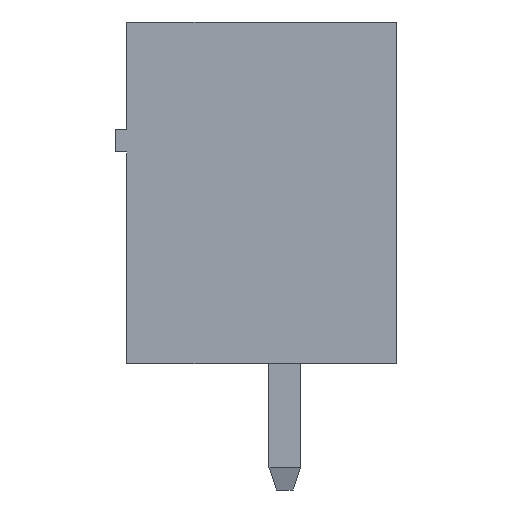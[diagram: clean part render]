
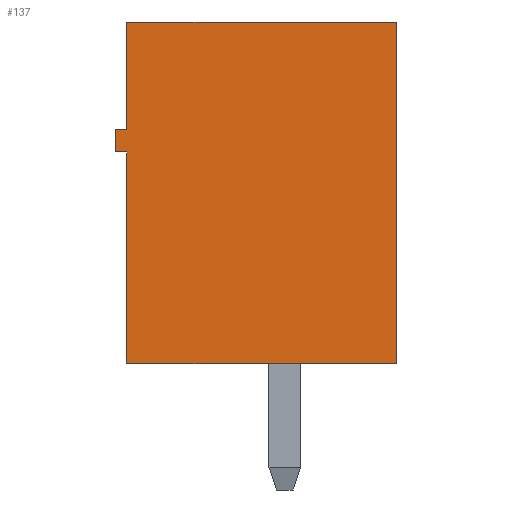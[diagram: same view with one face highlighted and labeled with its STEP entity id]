
A CAD part, left-side view. The second image highlights one B-rep face of the part: STEP entity #137.
In plain terms, the highlighted planar face has unit normal (-1, 0, 0).
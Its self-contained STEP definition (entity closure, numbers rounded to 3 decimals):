
#21 = EDGE_CURVE('',#22,#24,#26,.T.);
#22 = VERTEX_POINT('',#23);
#23 = CARTESIAN_POINT('',(-2.45,-3.,0.));
#24 = VERTEX_POINT('',#25);
#25 = CARTESIAN_POINT('',(-2.45,-3.,9.2));
#26 = SURFACE_CURVE('',#27,(#31,#43),.PCURVE_S1.);
#27 = LINE('',#28,#29);
#28 = CARTESIAN_POINT('',(-2.45,-3.,0.));
#29 = VECTOR('',#30,1.);
#30 = DIRECTION('',(0.,0.,1.));
#31 = PCURVE('',#32,#37);
#32 = PLANE('',#33);
#33 = AXIS2_PLACEMENT_3D('',#34,#35,#36);
#34 = CARTESIAN_POINT('',(-2.45,-3.,0.));
#35 = DIRECTION('',(0.,1.,0.));
#36 = DIRECTION('',(1.,0.,0.));
#37 = DEFINITIONAL_REPRESENTATION('',(#38),#42);
#38 = LINE('',#39,#40);
#39 = CARTESIAN_POINT('',(0.,0.));
#40 = VECTOR('',#41,1.);
#41 = DIRECTION('',(0.,-1.));
#42 = ( GEOMETRIC_REPRESENTATION_CONTEXT(2)
PARAMETRIC_REPRESENTATION_CONTEXT() REPRESENTATION_CONTEXT('2D SPACE',''
) );
#43 = PCURVE('',#44,#49);
#44 = PLANE('',#45);
#45 = AXIS2_PLACEMENT_3D('',#46,#47,#48);
#46 = CARTESIAN_POINT('',(-2.45,4.25,0.));
#47 = DIRECTION('',(-1.,0.,0.));
#48 = DIRECTION('',(0.,-1.,0.));
#49 = DEFINITIONAL_REPRESENTATION('',(#50),#54);
#50 = LINE('',#51,#52);
#51 = CARTESIAN_POINT('',(7.25,0.));
#52 = VECTOR('',#53,1.);
#53 = DIRECTION('',(0.,1.));
#54 = ( GEOMETRIC_REPRESENTATION_CONTEXT(2)
PARAMETRIC_REPRESENTATION_CONTEXT() REPRESENTATION_CONTEXT('2D SPACE',''
) );
#72 = PLANE('',#73);
#73 = AXIS2_PLACEMENT_3D('',#74,#75,#76);
#74 = CARTESIAN_POINT('',(-2.45,-3.,9.2));
#75 = DIRECTION('',(0.,0.,-1.));
#76 = DIRECTION('',(-1.,0.,0.));
#126 = PLANE('',#127);
#127 = AXIS2_PLACEMENT_3D('',#128,#129,#130);
#128 = CARTESIAN_POINT('',(-2.45,-3.,0.));
#129 = DIRECTION('',(0.,0.,-1.));
#130 = DIRECTION('',(-1.,0.,0.));
#137 = ADVANCED_FACE('',(#138),#44,.T.);
#138 = FACE_BOUND('',#139,.T.);
#139 = EDGE_LOOP('',(#140,#170,#191,#192,#215,#243,#271,#299));
#140 = ORIENTED_EDGE('',*,*,#141,.F.);
#141 = EDGE_CURVE('',#142,#144,#146,.T.);
#142 = VERTEX_POINT('',#143);
#143 = CARTESIAN_POINT('',(-2.45,4.25,0.));
#144 = VERTEX_POINT('',#145);
#145 = CARTESIAN_POINT('',(-2.45,4.25,5.7));
#146 = SURFACE_CURVE('',#147,(#151,#158),.PCURVE_S1.);
#147 = LINE('',#148,#149);
#148 = CARTESIAN_POINT('',(-2.45,4.25,0.));
#149 = VECTOR('',#150,1.);
#150 = DIRECTION('',(0.,0.,1.));
#151 = PCURVE('',#44,#152);
#152 = DEFINITIONAL_REPRESENTATION('',(#153),#157);
#153 = LINE('',#154,#155);
#154 = CARTESIAN_POINT('',(0.,0.));
#155 = VECTOR('',#156,1.);
#156 = DIRECTION('',(0.,1.));
#157 = ( GEOMETRIC_REPRESENTATION_CONTEXT(2)
PARAMETRIC_REPRESENTATION_CONTEXT() REPRESENTATION_CONTEXT('2D SPACE',''
) );
#158 = PCURVE('',#159,#164);
#159 = PLANE('',#160);
#160 = AXIS2_PLACEMENT_3D('',#161,#162,#163);
#161 = CARTESIAN_POINT('',(33.95,4.25,0.));
#162 = DIRECTION('',(0.,-1.,0.));
#163 = DIRECTION('',(-1.,0.,0.));
#164 = DEFINITIONAL_REPRESENTATION('',(#165),#169);
#165 = LINE('',#166,#167);
#166 = CARTESIAN_POINT('',(36.4,0.));
#167 = VECTOR('',#168,1.);
#168 = DIRECTION('',(0.,-1.));
#169 = ( GEOMETRIC_REPRESENTATION_CONTEXT(2)
PARAMETRIC_REPRESENTATION_CONTEXT() REPRESENTATION_CONTEXT('2D SPACE',''
) );
#170 = ORIENTED_EDGE('',*,*,#171,.T.);
#171 = EDGE_CURVE('',#142,#22,#172,.T.);
#172 = SURFACE_CURVE('',#173,(#177,#184),.PCURVE_S1.);
#173 = LINE('',#174,#175);
#174 = CARTESIAN_POINT('',(-2.45,4.25,0.));
#175 = VECTOR('',#176,1.);
#176 = DIRECTION('',(0.,-1.,0.));
#177 = PCURVE('',#44,#178);
#178 = DEFINITIONAL_REPRESENTATION('',(#179),#183);
#179 = LINE('',#180,#181);
#180 = CARTESIAN_POINT('',(0.,0.));
#181 = VECTOR('',#182,1.);
#182 = DIRECTION('',(1.,0.));
#183 = ( GEOMETRIC_REPRESENTATION_CONTEXT(2)
PARAMETRIC_REPRESENTATION_CONTEXT() REPRESENTATION_CONTEXT('2D SPACE',''
) );
#184 = PCURVE('',#126,#185);
#185 = DEFINITIONAL_REPRESENTATION('',(#186),#190);
#186 = LINE('',#187,#188);
#187 = CARTESIAN_POINT('',(0.,7.25));
#188 = VECTOR('',#189,1.);
#189 = DIRECTION('',(0.,-1.));
#190 = ( GEOMETRIC_REPRESENTATION_CONTEXT(2)
PARAMETRIC_REPRESENTATION_CONTEXT() REPRESENTATION_CONTEXT('2D SPACE',''
) );
#191 = ORIENTED_EDGE('',*,*,#21,.T.);
#192 = ORIENTED_EDGE('',*,*,#193,.F.);
#193 = EDGE_CURVE('',#194,#24,#196,.T.);
#194 = VERTEX_POINT('',#195);
#195 = CARTESIAN_POINT('',(-2.45,4.25,9.2));
#196 = SURFACE_CURVE('',#197,(#201,#208),.PCURVE_S1.);
#197 = LINE('',#198,#199);
#198 = CARTESIAN_POINT('',(-2.45,4.25,9.2));
#199 = VECTOR('',#200,1.);
#200 = DIRECTION('',(0.,-1.,0.));
#201 = PCURVE('',#44,#202);
#202 = DEFINITIONAL_REPRESENTATION('',(#203),#207);
#203 = LINE('',#204,#205);
#204 = CARTESIAN_POINT('',(0.,9.2));
#205 = VECTOR('',#206,1.);
#206 = DIRECTION('',(1.,0.));
#207 = ( GEOMETRIC_REPRESENTATION_CONTEXT(2)
PARAMETRIC_REPRESENTATION_CONTEXT() REPRESENTATION_CONTEXT('2D SPACE',''
) );
#208 = PCURVE('',#72,#209);
#209 = DEFINITIONAL_REPRESENTATION('',(#210),#214);
#210 = LINE('',#211,#212);
#211 = CARTESIAN_POINT('',(0.,7.25));
#212 = VECTOR('',#213,1.);
#213 = DIRECTION('',(0.,-1.));
#214 = ( GEOMETRIC_REPRESENTATION_CONTEXT(2)
PARAMETRIC_REPRESENTATION_CONTEXT() REPRESENTATION_CONTEXT('2D SPACE',''
) );
#215 = ORIENTED_EDGE('',*,*,#216,.F.);
#216 = EDGE_CURVE('',#217,#194,#219,.T.);
#217 = VERTEX_POINT('',#218);
#218 = CARTESIAN_POINT('',(-2.45,4.25,6.3));
#219 = SURFACE_CURVE('',#220,(#224,#231),.PCURVE_S1.);
#220 = LINE('',#221,#222);
#221 = CARTESIAN_POINT('',(-2.45,4.25,0.));
#222 = VECTOR('',#223,1.);
#223 = DIRECTION('',(0.,0.,1.));
#224 = PCURVE('',#44,#225);
#225 = DEFINITIONAL_REPRESENTATION('',(#226),#230);
#226 = LINE('',#227,#228);
#227 = CARTESIAN_POINT('',(0.,0.));
#228 = VECTOR('',#229,1.);
#229 = DIRECTION('',(0.,1.));
#230 = ( GEOMETRIC_REPRESENTATION_CONTEXT(2)
PARAMETRIC_REPRESENTATION_CONTEXT() REPRESENTATION_CONTEXT('2D SPACE',''
) );
#231 = PCURVE('',#232,#237);
#232 = PLANE('',#233);
#233 = AXIS2_PLACEMENT_3D('',#234,#235,#236);
#234 = CARTESIAN_POINT('',(33.95,4.25,0.));
#235 = DIRECTION('',(0.,-1.,0.));
#236 = DIRECTION('',(-1.,0.,0.));
#237 = DEFINITIONAL_REPRESENTATION('',(#238),#242);
#238 = LINE('',#239,#240);
#239 = CARTESIAN_POINT('',(36.4,0.));
#240 = VECTOR('',#241,1.);
#241 = DIRECTION('',(0.,-1.));
#242 = ( GEOMETRIC_REPRESENTATION_CONTEXT(2)
PARAMETRIC_REPRESENTATION_CONTEXT() REPRESENTATION_CONTEXT('2D SPACE',''
) );
#243 = ORIENTED_EDGE('',*,*,#244,.F.);
#244 = EDGE_CURVE('',#245,#217,#247,.T.);
#245 = VERTEX_POINT('',#246);
#246 = CARTESIAN_POINT('',(-2.45,4.55,6.3));
#247 = SURFACE_CURVE('',#248,(#252,#259),.PCURVE_S1.);
#248 = LINE('',#249,#250);
#249 = CARTESIAN_POINT('',(-2.45,4.55,6.3));
#250 = VECTOR('',#251,1.);
#251 = DIRECTION('',(0.,-1.,0.));
#252 = PCURVE('',#44,#253);
#253 = DEFINITIONAL_REPRESENTATION('',(#254),#258);
#254 = LINE('',#255,#256);
#255 = CARTESIAN_POINT('',(-0.3,6.3));
#256 = VECTOR('',#257,1.);
#257 = DIRECTION('',(1.,0.));
#258 = ( GEOMETRIC_REPRESENTATION_CONTEXT(2)
PARAMETRIC_REPRESENTATION_CONTEXT() REPRESENTATION_CONTEXT('2D SPACE',''
) );
#259 = PCURVE('',#260,#265);
#260 = PLANE('',#261);
#261 = AXIS2_PLACEMENT_3D('',#262,#263,#264);
#262 = CARTESIAN_POINT('',(-2.45,4.55,6.3));
#263 = DIRECTION('',(0.,0.,-1.));
#264 = DIRECTION('',(0.,-1.,0.));
#265 = DEFINITIONAL_REPRESENTATION('',(#266),#270);
#266 = LINE('',#267,#268);
#267 = CARTESIAN_POINT('',(0.,0.));
#268 = VECTOR('',#269,1.);
#269 = DIRECTION('',(1.,0.));
#270 = ( GEOMETRIC_REPRESENTATION_CONTEXT(2)
PARAMETRIC_REPRESENTATION_CONTEXT() REPRESENTATION_CONTEXT('2D SPACE',''
) );
#271 = ORIENTED_EDGE('',*,*,#272,.F.);
#272 = EDGE_CURVE('',#273,#245,#275,.T.);
#273 = VERTEX_POINT('',#274);
#274 = CARTESIAN_POINT('',(-2.45,4.55,5.7));
#275 = SURFACE_CURVE('',#276,(#280,#287),.PCURVE_S1.);
#276 = LINE('',#277,#278);
#277 = CARTESIAN_POINT('',(-2.45,4.55,5.7));
#278 = VECTOR('',#279,1.);
#279 = DIRECTION('',(0.,0.,1.));
#280 = PCURVE('',#44,#281);
#281 = DEFINITIONAL_REPRESENTATION('',(#282),#286);
#282 = LINE('',#283,#284);
#283 = CARTESIAN_POINT('',(-0.3,5.7));
#284 = VECTOR('',#285,1.);
#285 = DIRECTION('',(0.,1.));
#286 = ( GEOMETRIC_REPRESENTATION_CONTEXT(2)
PARAMETRIC_REPRESENTATION_CONTEXT() REPRESENTATION_CONTEXT('2D SPACE',''
) );
#287 = PCURVE('',#288,#293);
#288 = PLANE('',#289);
#289 = AXIS2_PLACEMENT_3D('',#290,#291,#292);
#290 = CARTESIAN_POINT('',(-2.45,4.55,5.7));
#291 = DIRECTION('',(0.,-1.,0.));
#292 = DIRECTION('',(0.,0.,1.));
#293 = DEFINITIONAL_REPRESENTATION('',(#294),#298);
#294 = LINE('',#295,#296);
#295 = CARTESIAN_POINT('',(0.,0.));
#296 = VECTOR('',#297,1.);
#297 = DIRECTION('',(1.,0.));
#298 = ( GEOMETRIC_REPRESENTATION_CONTEXT(2)
PARAMETRIC_REPRESENTATION_CONTEXT() REPRESENTATION_CONTEXT('2D SPACE',''
) );
#299 = ORIENTED_EDGE('',*,*,#300,.F.);
#300 = EDGE_CURVE('',#144,#273,#301,.T.);
#301 = SURFACE_CURVE('',#302,(#306,#313),.PCURVE_S1.);
#302 = LINE('',#303,#304);
#303 = CARTESIAN_POINT('',(-2.45,4.25,5.7));
#304 = VECTOR('',#305,1.);
#305 = DIRECTION('',(0.,1.,0.));
#306 = PCURVE('',#44,#307);
#307 = DEFINITIONAL_REPRESENTATION('',(#308),#312);
#308 = LINE('',#309,#310);
#309 = CARTESIAN_POINT('',(0.,5.7));
#310 = VECTOR('',#311,1.);
#311 = DIRECTION('',(-1.,0.));
#312 = ( GEOMETRIC_REPRESENTATION_CONTEXT(2)
PARAMETRIC_REPRESENTATION_CONTEXT() REPRESENTATION_CONTEXT('2D SPACE',''
) );
#313 = PCURVE('',#314,#319);
#314 = PLANE('',#315);
#315 = AXIS2_PLACEMENT_3D('',#316,#317,#318);
#316 = CARTESIAN_POINT('',(-2.45,4.25,5.7));
#317 = DIRECTION('',(0.,0.,1.));
#318 = DIRECTION('',(0.,1.,0.));
#319 = DEFINITIONAL_REPRESENTATION('',(#320),#324);
#320 = LINE('',#321,#322);
#321 = CARTESIAN_POINT('',(0.,0.));
#322 = VECTOR('',#323,1.);
#323 = DIRECTION('',(1.,0.));
#324 = ( GEOMETRIC_REPRESENTATION_CONTEXT(2)
PARAMETRIC_REPRESENTATION_CONTEXT() REPRESENTATION_CONTEXT('2D SPACE',''
) );
